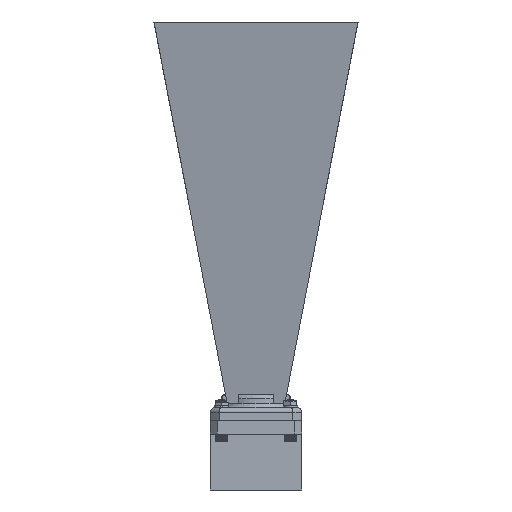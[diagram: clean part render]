
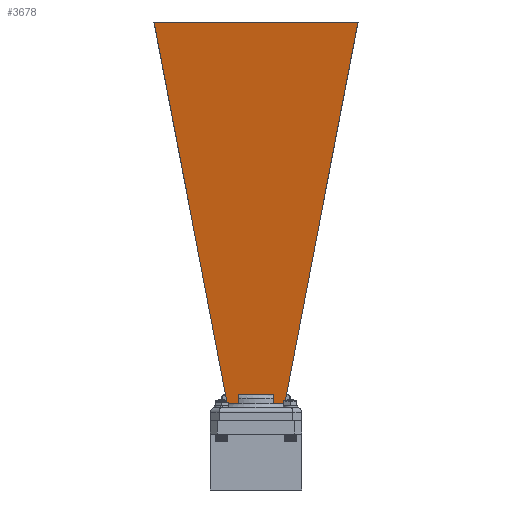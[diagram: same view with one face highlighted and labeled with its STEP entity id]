
A CAD part, front view. The second image highlights one B-rep face of the part: STEP entity #3678.
In plain terms, the highlighted face is planar.
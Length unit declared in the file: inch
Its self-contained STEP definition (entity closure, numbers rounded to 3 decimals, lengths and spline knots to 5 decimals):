
#71 = LINE ( 'NONE', #2854, #9421 ) ;
#300 = CARTESIAN_POINT ( 'NONE',  ( -0.251, 0.25, 0.22886 ) ) ;
#928 = EDGE_CURVE ( 'NONE', #1579, #8823, #8084, .T. ) ;
#1188 = DIRECTION ( 'NONE',  ( 0., -0.987, -0.16 ) ) ;
#1207 = CARTESIAN_POINT ( 'NONE',  ( 1.47009, 5.74004, 1.119 ) ) ;
#1316 = EDGE_CURVE ( 'NONE', #13914, #8823, #3538, .T. ) ;
#1511 = LINE ( 'NONE', #11030, #13922 ) ;
#1579 = VERTEX_POINT ( 'NONE', #10633 ) ;
#2080 = EDGE_CURVE ( 'NONE', #20198, #10150, #1511, .T. ) ;
#2507 = ORIENTED_EDGE ( 'NONE', *, *, #16870, .F. ) ;
#2699 = VECTOR ( 'NONE', #18991, 39.37008 ) ;
#2854 = CARTESIAN_POINT ( 'NONE',  ( 6.63494, 5.74004, 1.119 ) ) ;
#3538 = LINE ( 'NONE', #8361, #7238 ) ;
#3591 = LINE ( 'NONE', #9309, #19093 ) ;
#3678 = ADVANCED_FACE ( 'NONE', ( #7171 ), #17085, .T. ) ;
#4133 = ORIENTED_EDGE ( 'NONE', *, *, #8496, .F. ) ;
#4363 = ORIENTED_EDGE ( 'NONE', *, *, #1316, .T. ) ;
#4639 = LINE ( 'NONE', #16933, #21204 ) ;
#4759 = DIRECTION ( 'NONE',  ( -1., 0., 0. ) ) ;
#4983 = EDGE_CURVE ( 'NONE', #20198, #1579, #12180, .T. ) ;
#5003 = LINE ( 'NONE', #15035, #2699 ) ;
#7085 = CARTESIAN_POINT ( 'NONE',  ( -1.47009, 5.74004, 1.119 ) ) ;
#7171 = FACE_OUTER_BOUND ( 'NONE', #15267, .T. ) ;
#7197 = DIRECTION ( 'NONE',  ( 0., -0.987, -0.16 ) ) ;
#7238 = VECTOR ( 'NONE', #15131, 39.37008 ) ;
#7245 = CARTESIAN_POINT ( 'NONE',  ( 0.251, 0.375, 0.24913 ) ) ;
#7884 = CARTESIAN_POINT ( 'NONE',  ( -0.41489, 0.25, 0.22886 ) ) ;
#8084 = LINE ( 'NONE', #13328, #13937 ) ;
#8361 = CARTESIAN_POINT ( 'NONE',  ( -0.95827, 0.375, 0.24913 ) ) ;
#8496 = EDGE_CURVE ( 'NONE', #21195, #9347, #4639, .T. ) ;
#8823 = VERTEX_POINT ( 'NONE', #7245 ) ;
#9309 = CARTESIAN_POINT ( 'NONE',  ( -0.251, 0.20037, 0.22081 ) ) ;
#9323 = ORIENTED_EDGE ( 'NONE', *, *, #4983, .F. ) ;
#9347 = VERTEX_POINT ( 'NONE', #7884 ) ;
#9421 = VECTOR ( 'NONE', #19167, 39.37008 ) ;
#9650 = EDGE_CURVE ( 'NONE', #10150, #9768, #71, .T. ) ;
#9768 = VERTEX_POINT ( 'NONE', #7085 ) ;
#9936 = VECTOR ( 'NONE', #4759, 39.37008 ) ;
#10150 = VERTEX_POINT ( 'NONE', #1207 ) ;
#10276 = ORIENTED_EDGE ( 'NONE', *, *, #9650, .T. ) ;
#10633 = CARTESIAN_POINT ( 'NONE',  ( 0.251, 0.25, 0.22886 ) ) ;
#11030 = CARTESIAN_POINT ( 'NONE',  ( 0.5791, 1.10438, 0.36739 ) ) ;
#12180 = LINE ( 'NONE', #13542, #9936 ) ;
#13328 = CARTESIAN_POINT ( 'NONE',  ( 0.251, 0.20037, 0.22081 ) ) ;
#13542 = CARTESIAN_POINT ( 'NONE',  ( 0.54797, 0.25, 0.22886 ) ) ;
#13559 = CARTESIAN_POINT ( 'NONE',  ( 0.41489, 0.25, 0.22886 ) ) ;
#13914 = VERTEX_POINT ( 'NONE', #19496 ) ;
#13922 = VECTOR ( 'NONE', #21482, 39.37008 ) ;
#13937 = VECTOR ( 'NONE', #14429, 39.37008 ) ;
#14429 = DIRECTION ( 'NONE',  ( 0., 0.987, 0.16 ) ) ;
#15035 = CARTESIAN_POINT ( 'NONE',  ( -0.5791, 1.10438, 0.36739 ) ) ;
#15131 = DIRECTION ( 'NONE',  ( 1., 0., 0. ) ) ;
#15267 = EDGE_LOOP ( 'NONE', ( #17609, #4133, #2507, #4363, #20827, #9323, #15976, #10276 ) ) ;
#15976 = ORIENTED_EDGE ( 'NONE', *, *, #2080, .T. ) ;
#16870 = EDGE_CURVE ( 'NONE', #13914, #21195, #3591, .T. ) ;
#16933 = CARTESIAN_POINT ( 'NONE',  ( -0.251, 0.25, 0.22886 ) ) ;
#17085 = PLANE ( 'NONE',  #21280 ) ;
#17309 = DIRECTION ( 'NONE',  ( 0., -0.16, 0.987 ) ) ;
#17609 = ORIENTED_EDGE ( 'NONE', *, *, #18321, .F. ) ;
#18321 = EDGE_CURVE ( 'NONE', #9347, #9768, #5003, .T. ) ;
#18991 = DIRECTION ( 'NONE',  ( -0.186, 0.97, 0.157 ) ) ;
#19093 = VECTOR ( 'NONE', #7197, 39.37008 ) ;
#19167 = DIRECTION ( 'NONE',  ( -1., 0., 0. ) ) ;
#19496 = CARTESIAN_POINT ( 'NONE',  ( -0.251, 0.375, 0.24913 ) ) ;
#19669 = DIRECTION ( 'NONE',  ( -1., 0., 0. ) ) ;
#20198 = VERTEX_POINT ( 'NONE', #13559 ) ;
#20827 = ORIENTED_EDGE ( 'NONE', *, *, #928, .F. ) ;
#21195 = VERTEX_POINT ( 'NONE', #300 ) ;
#21204 = VECTOR ( 'NONE', #19669, 39.37008 ) ;
#21280 = AXIS2_PLACEMENT_3D ( 'NONE', #22929, #17309, #1188 ) ;
#21482 = DIRECTION ( 'NONE',  ( 0.186, 0.97, 0.157 ) ) ;
#22929 = CARTESIAN_POINT ( 'NONE',  ( 6.63494, -0.02975, 0.1835 ) ) ;
